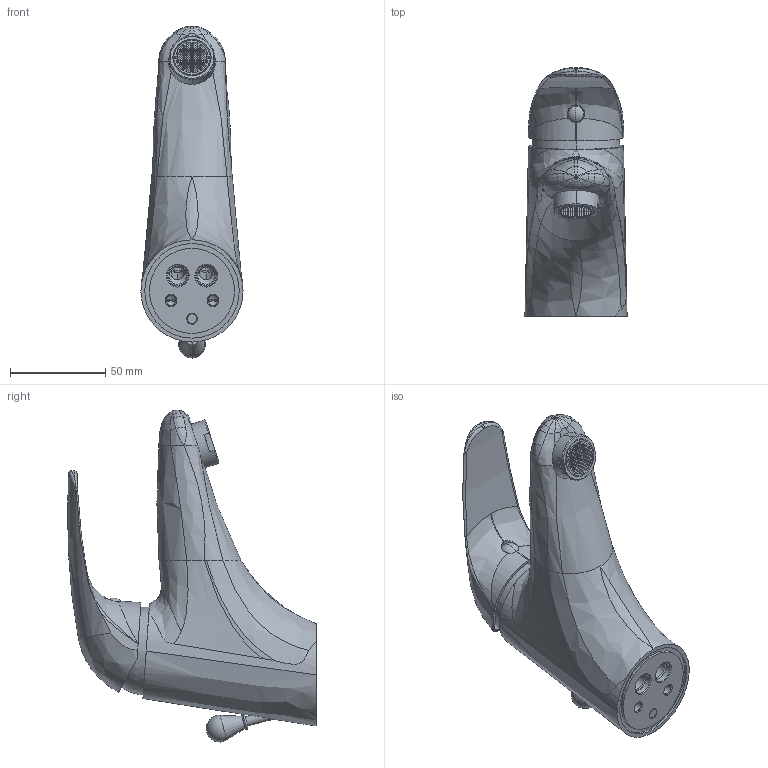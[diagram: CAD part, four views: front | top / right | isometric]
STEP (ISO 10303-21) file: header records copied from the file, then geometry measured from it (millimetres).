
FILE_DESCRIPTION((''),'2;1');
FILE_NAME('DU075CR','2021-11-09T13:40:13',('ut3'),('PAFFONI SpA'),'CREO PARAMETRIC BY PTC INC, 2020044','CREO PARAMETRIC BY PTC INC, 2020044','');
FILE_SCHEMA(('CONFIG_CONTROL_DESIGN','SHAPE_APPEARANCE_LAYERS_GROUPS'));
Products named in the file (1): DU075CR
Bounding box: 53.5 x 130.06 x 173.84 mm (x, y, z)
Volume: 323823.3 mm3; surface area: 85235.1 mm2
Topology: 4 solids, 4 shells, 2619 faces, 7634 edges, 4958 vertices
Faces by surface type: plane 1949, cylinder 356, torus 119, bspline 90, cone 74, sphere 27, extrusion 4
Entity records: 106498 total; most frequent: CARTESIAN_POINT 27030, ORIENTED_EDGE 15212, DIRECTION 14023, EDGE_CURVE 7606, VERTEX_POINT 4958, VECTOR 4893, LINE 4889, AXIS2_PLACEMENT_3D 4565
